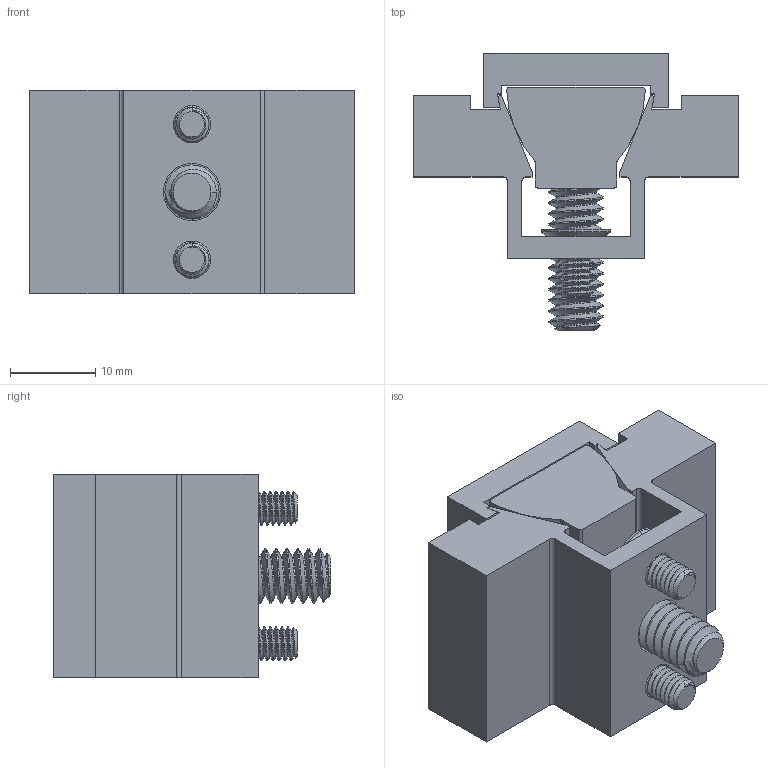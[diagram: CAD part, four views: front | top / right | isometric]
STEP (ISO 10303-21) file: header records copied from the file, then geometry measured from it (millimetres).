
FILE_DESCRIPTION (( 'STEP AP214' ), '1' );
FILE_NAME ('80075.STEP', '2018-06-05T14:19:34', ( 'Mike W' ), ( '' ), 'SwSTEP 2.0', 'SolidWorks 2017', '' );
FILE_SCHEMA (( 'AUTOMOTIVE_DESIGN' ));
Length unit declared in the file: inch
Products named in the file (6): M48MM FHCS_M48MM FHCS; 807501_807501; 60125_60125; 60145_60145; 60320_60320; 80075
Assembly tree (6 placements, depth 2):
  80075
    60320_60320
    60145_60145
    60125_60125
    807501_807501
    M48MM FHCS_M48MM FHCS  x2
Bounding box: 38.1 x 32.56 x 23.88 mm (x, y, z)
Volume: 12821.5 mm3; surface area: 9145.2 mm2
Topology: 6 solids, 6 shells, 262 faces, 686 edges, 441 vertices
Faces by surface type: cylinder 134, plane 77, cone 43, bspline 8
Entity records: 10388 total; most frequent: CARTESIAN_POINT 5198, ORIENTED_EDGE 1160, DIRECTION 907, EDGE_CURVE 580, VERTEX_POINT 375, AXIS2_PLACEMENT_3D 313, VECTOR 281, LINE 281
